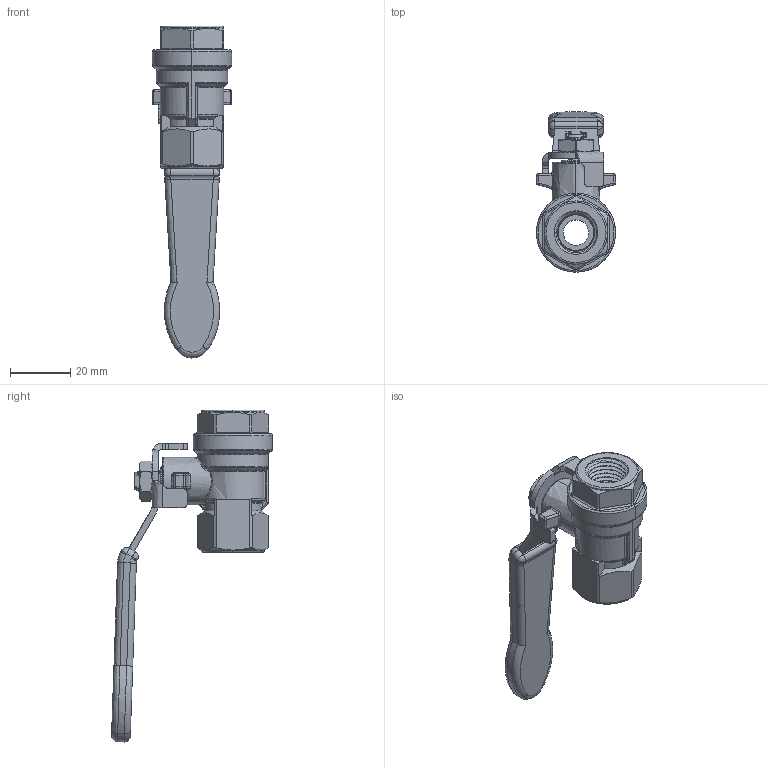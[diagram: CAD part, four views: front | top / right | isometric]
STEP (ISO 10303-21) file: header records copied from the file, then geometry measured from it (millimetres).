
FILE_DESCRIPTION(('FreeCAD Model'),'2;1');
FILE_NAME('Open CASCADE Shape Model','2025-05-08T03:45:13',('FreeCAD'),( 'FreeCAD'),'Open CASCADE STEP processor 7.6','FreeCAD','Unknown');
FILE_SCHEMA(('AUTOMOTIVE_DESIGN { 1 0 10303 214 1 1 1 1 }'));
Products named in the file (1): Open CASCADE STEP translator 7.6 1
Bounding box: 26.38 x 53.63 x 110.63 mm (x, y, z)
Volume: 25576.9 mm3; surface area: 15905.1 mm2
Topology: 4 solids, 5 shells, 712 faces, 1819 edges, 1102 vertices
Faces by surface type: bspline 712
Entity records: 51772 total; most frequent: CARTESIAN_POINT 41643, ORIENTED_EDGE 3570, EDGE_CURVE 1785, B_SPLINE_CURVE_WITH_KNOTS 1226, VERTEX_POINT 1102, FACE_BOUND 737, EDGE_LOOP 737, ADVANCED_FACE 712
